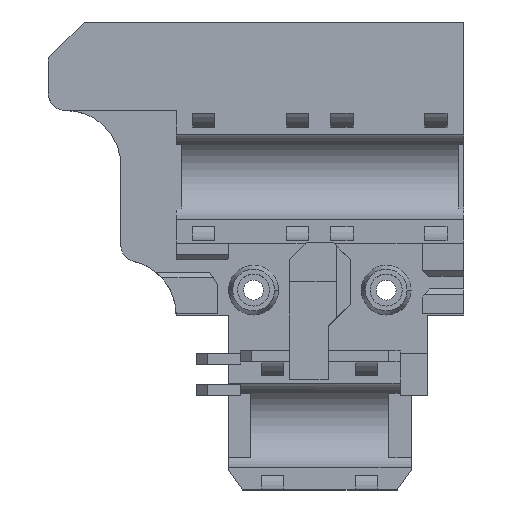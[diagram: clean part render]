
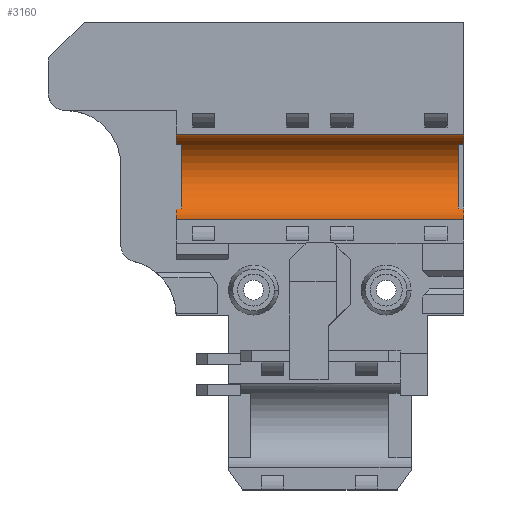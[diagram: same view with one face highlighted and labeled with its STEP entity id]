
A CAD part, top view. The second image highlights one B-rep face of the part: STEP entity #3160.
In plain terms, the highlighted cylindrical face has radius 7.675 mm (diameter 15.35 mm), a partial arc.
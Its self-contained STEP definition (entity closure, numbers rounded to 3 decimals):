
#30 = ORIENTED_EDGE ( 'NONE', *, *, #5864, .T. ) ;
#78 = EDGE_CURVE ( 'NONE', #5560, #5477, #2881, .T. ) ;
#109 = CARTESIAN_POINT ( 'NONE',  ( 1., 6.177, 7. ) ) ;
#137 = EDGE_LOOP ( 'NONE', ( #194, #507, #3617, #30, #5674, #4725, #3477, #783, #3075, #4892, #3417, #3325 ) ) ;
#143 = AXIS2_PLACEMENT_3D ( 'NONE', #504, #4640, #5530 ) ;
#145 = DIRECTION ( 'NONE',  ( 0., -1., 0. ) ) ;
#194 = ORIENTED_EDGE ( 'NONE', *, *, #5280, .T. ) ;
#328 = EDGE_CURVE ( 'NONE', #912, #3636, #364, .T. ) ;
#364 = LINE ( 'NONE', #3632, #822 ) ;
#380 = CARTESIAN_POINT ( 'NONE',  ( 0., 6.177, 7. ) ) ;
#404 = DIRECTION ( 'NONE',  ( -1., 0., 0. ) ) ;
#487 = VERTEX_POINT ( 'NONE', #2294 ) ;
#504 = CARTESIAN_POINT ( 'NONE',  ( 73.708, 12., 12. ) ) ;
#505 = VECTOR ( 'NONE', #2372, 1000. ) ;
#507 = ORIENTED_EDGE ( 'NONE', *, *, #1152, .T. ) ;
#551 = CARTESIAN_POINT ( 'NONE',  ( 51., 6.177, 7. ) ) ;
#561 = CARTESIAN_POINT ( 'NONE',  ( 52., 12., 12. ) ) ;
#638 = CARTESIAN_POINT ( 'NONE',  ( 52., 6.177, 7. ) ) ;
#643 = DIRECTION ( 'NONE',  ( 0., -1., 0. ) ) ;
#749 = DIRECTION ( 'NONE',  ( 0., 0., 1. ) ) ;
#768 = CARTESIAN_POINT ( 'NONE',  ( 1., 12., 12. ) ) ;
#783 = ORIENTED_EDGE ( 'NONE', *, *, #5179, .F. ) ;
#822 = VECTOR ( 'NONE', #4587, 1000. ) ;
#912 = VERTEX_POINT ( 'NONE', #4333 ) ;
#944 = EDGE_CURVE ( 'NONE', #5268, #5376, #3905, .T. ) ;
#1152 = EDGE_CURVE ( 'NONE', #4748, #3201, #3638, .T. ) ;
#1161 = EDGE_CURVE ( 'NONE', #5560, #5199, #3722, .T. ) ;
#1502 = CIRCLE ( 'NONE', #5020, 7.675 ) ;
#1601 = DIRECTION ( 'NONE',  ( 1., 0., 0. ) ) ;
#1606 = AXIS2_PLACEMENT_3D ( 'NONE', #2685, #3670, #2711 ) ;
#1930 = LINE ( 'NONE', #3805, #2069 ) ;
#1931 = VECTOR ( 'NONE', #5085, 1000. ) ;
#2069 = VECTOR ( 'NONE', #2957, 1000. ) ;
#2245 = CARTESIAN_POINT ( 'NONE',  ( 52., 6.177, 7. ) ) ;
#2260 = CARTESIAN_POINT ( 'NONE',  ( 51., 17.823, 7. ) ) ;
#2294 = CARTESIAN_POINT ( 'NONE',  ( 0., 4.325, 12. ) ) ;
#2372 = DIRECTION ( 'NONE',  ( 1., 0., 0. ) ) ;
#2438 = DIRECTION ( 'NONE',  ( -1., 0., 0. ) ) ;
#2685 = CARTESIAN_POINT ( 'NONE',  ( 52., 12., 12. ) ) ;
#2709 = CARTESIAN_POINT ( 'NONE',  ( 52., 6.177, 7. ) ) ;
#2711 = DIRECTION ( 'NONE',  ( 0., -1., 0. ) ) ;
#2811 = CARTESIAN_POINT ( 'NONE',  ( 0., 12., 12. ) ) ;
#2861 = CIRCLE ( 'NONE', #4811, 7.675 ) ;
#2881 = CIRCLE ( 'NONE', #1606, 7.675 ) ;
#2911 = CARTESIAN_POINT ( 'NONE',  ( 0., 12., 12. ) ) ;
#2957 = DIRECTION ( 'NONE',  ( -1., 0., 0. ) ) ;
#3075 = ORIENTED_EDGE ( 'NONE', *, *, #944, .F. ) ;
#3129 = CARTESIAN_POINT ( 'NONE',  ( 0., 19.675, 12. ) ) ;
#3150 = AXIS2_PLACEMENT_3D ( 'NONE', #768, #5010, #5957 ) ;
#3160 = ADVANCED_FACE ( 'NONE', ( #3249 ), #3678, .F. ) ;
#3162 = EDGE_CURVE ( 'NONE', #4454, #3636, #3381, .T. ) ;
#3201 = VERTEX_POINT ( 'NONE', #380 ) ;
#3221 = CARTESIAN_POINT ( 'NONE',  ( 52., 4.325, 12. ) ) ;
#3249 = FACE_OUTER_BOUND ( 'NONE', #137, .T. ) ;
#3283 = DIRECTION ( 'NONE',  ( 0., -1., 0. ) ) ;
#3325 = ORIENTED_EDGE ( 'NONE', *, *, #328, .F. ) ;
#3338 = EDGE_CURVE ( 'NONE', #5199, #5347, #1502, .T. ) ;
#3381 = CIRCLE ( 'NONE', #4246, 7.675 ) ;
#3417 = ORIENTED_EDGE ( 'NONE', *, *, #3162, .T. ) ;
#3425 = AXIS2_PLACEMENT_3D ( 'NONE', #561, #2438, #145 ) ;
#3477 = ORIENTED_EDGE ( 'NONE', *, *, #3338, .T. ) ;
#3617 = ORIENTED_EDGE ( 'NONE', *, *, #6020, .T. ) ;
#3626 = CARTESIAN_POINT ( 'NONE',  ( 0., 17.823, 7. ) ) ;
#3632 = CARTESIAN_POINT ( 'NONE',  ( 52., 17.823, 7. ) ) ;
#3636 = VERTEX_POINT ( 'NONE', #3626 ) ;
#3638 = LINE ( 'NONE', #2709, #1931 ) ;
#3670 = DIRECTION ( 'NONE',  ( -1., 0., 0. ) ) ;
#3678 = CYLINDRICAL_SURFACE ( 'NONE', #143, 7.675 ) ;
#3722 = LINE ( 'NONE', #2245, #5937 ) ;
#3728 = LINE ( 'NONE', #4690, #505 ) ;
#3805 = CARTESIAN_POINT ( 'NONE',  ( 73.708, 19.675, 12. ) ) ;
#3905 = CIRCLE ( 'NONE', #3425, 7.675 ) ;
#4126 = DIRECTION ( 'NONE',  ( -1., 0., 0. ) ) ;
#4212 = VECTOR ( 'NONE', #4320, 1000. ) ;
#4219 = CARTESIAN_POINT ( 'NONE',  ( 52., 17.823, 7. ) ) ;
#4234 = LINE ( 'NONE', #4288, #4212 ) ;
#4246 = AXIS2_PLACEMENT_3D ( 'NONE', #2811, #4126, #3283 ) ;
#4288 = CARTESIAN_POINT ( 'NONE',  ( 52., 17.823, 7. ) ) ;
#4320 = DIRECTION ( 'NONE',  ( -1., 0., 0. ) ) ;
#4333 = CARTESIAN_POINT ( 'NONE',  ( 1., 17.823, 7. ) ) ;
#4454 = VERTEX_POINT ( 'NONE', #3129 ) ;
#4478 = CARTESIAN_POINT ( 'NONE',  ( 51., 12., 12. ) ) ;
#4552 = CARTESIAN_POINT ( 'NONE',  ( 52., 19.675, 12. ) ) ;
#4587 = DIRECTION ( 'NONE',  ( -1., 0., 0. ) ) ;
#4640 = DIRECTION ( 'NONE',  ( -1., 0., 0. ) ) ;
#4690 = CARTESIAN_POINT ( 'NONE',  ( 73.708, 4.325, 12. ) ) ;
#4725 = ORIENTED_EDGE ( 'NONE', *, *, #1161, .T. ) ;
#4733 = DIRECTION ( 'NONE',  ( -1., 0., 0. ) ) ;
#4748 = VERTEX_POINT ( 'NONE', #109 ) ;
#4811 = AXIS2_PLACEMENT_3D ( 'NONE', #2911, #4733, #643 ) ;
#4892 = ORIENTED_EDGE ( 'NONE', *, *, #5111, .T. ) ;
#5010 = DIRECTION ( 'NONE',  ( -1., 0., 0. ) ) ;
#5020 = AXIS2_PLACEMENT_3D ( 'NONE', #4478, #1601, #749 ) ;
#5085 = DIRECTION ( 'NONE',  ( -1., 0., 0. ) ) ;
#5111 = EDGE_CURVE ( 'NONE', #5268, #4454, #1930, .T. ) ;
#5179 = EDGE_CURVE ( 'NONE', #5376, #5347, #4234, .T. ) ;
#5199 = VERTEX_POINT ( 'NONE', #551 ) ;
#5268 = VERTEX_POINT ( 'NONE', #4552 ) ;
#5280 = EDGE_CURVE ( 'NONE', #912, #4748, #5775, .T. ) ;
#5347 = VERTEX_POINT ( 'NONE', #2260 ) ;
#5376 = VERTEX_POINT ( 'NONE', #4219 ) ;
#5477 = VERTEX_POINT ( 'NONE', #3221 ) ;
#5530 = DIRECTION ( 'NONE',  ( 0., -1., 0. ) ) ;
#5560 = VERTEX_POINT ( 'NONE', #638 ) ;
#5674 = ORIENTED_EDGE ( 'NONE', *, *, #78, .F. ) ;
#5775 = CIRCLE ( 'NONE', #3150, 7.675 ) ;
#5864 = EDGE_CURVE ( 'NONE', #487, #5477, #3728, .T. ) ;
#5937 = VECTOR ( 'NONE', #404, 1000. ) ;
#5957 = DIRECTION ( 'NONE',  ( 0., -1., 0. ) ) ;
#6020 = EDGE_CURVE ( 'NONE', #3201, #487, #2861, .T. ) ;
